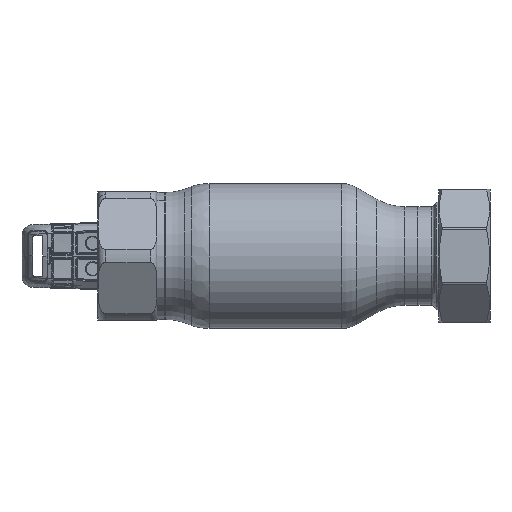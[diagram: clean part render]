
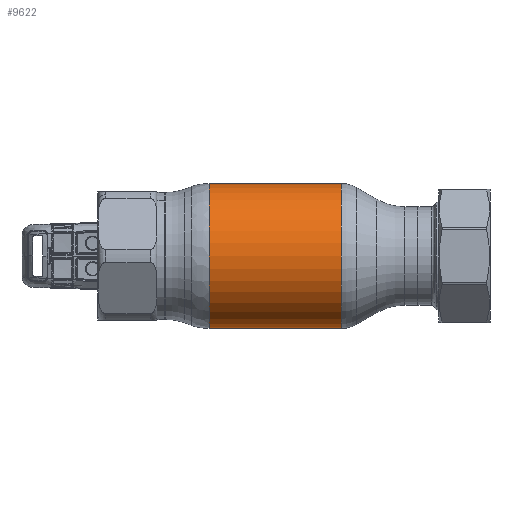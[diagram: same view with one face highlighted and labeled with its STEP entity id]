
A CAD part, front view. The second image highlights one B-rep face of the part: STEP entity #9622.
In plain terms, the highlighted cylindrical face has radius 28.25 mm (diameter 56.5 mm), a partial arc.
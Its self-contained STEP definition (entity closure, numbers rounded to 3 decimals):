
#131 = EDGE_CURVE ( 'NONE', #59352, #35091, #56665, .T. ) ;
#944 = CARTESIAN_POINT ( 'NONE',  ( 62.69, 0., 0. ) ) ;
#4259 = VERTEX_POINT ( 'NONE', #32158 ) ;
#4472 = DIRECTION ( 'NONE',  ( 0., 0., -1. ) ) ;
#6095 = CARTESIAN_POINT ( 'NONE',  ( -26.673, 0., -28.25 ) ) ;
#7351 = AXIS2_PLACEMENT_3D ( 'NONE', #34651, #30158, #11595 ) ;
#8118 = CYLINDRICAL_SURFACE ( 'NONE', #44469, 28.25 ) ;
#8222 = ORIENTED_EDGE ( 'NONE', *, *, #131, .T. ) ;
#9622 = ADVANCED_FACE ( 'NONE', ( #19217 ), #8118, .T. ) ;
#11595 = DIRECTION ( 'NONE',  ( 0., 0., -1. ) ) ;
#11964 = EDGE_CURVE ( 'NONE', #35091, #4259, #55010, .T. ) ;
#13381 = LINE ( 'NONE', #29549, #17048 ) ;
#14898 = EDGE_CURVE ( 'NONE', #59352, #29194, #13381, .T. ) ;
#15020 = CARTESIAN_POINT ( 'NONE',  ( 62.69, 0., -28.25 ) ) ;
#16955 = AXIS2_PLACEMENT_3D ( 'NONE', #42118, #60265, #4472 ) ;
#17048 = VECTOR ( 'NONE', #40566, 1000. ) ;
#19217 = FACE_OUTER_BOUND ( 'NONE', #61016, .T. ) ;
#21900 = ORIENTED_EDGE ( 'NONE', *, *, #26832, .F. ) ;
#26832 = EDGE_CURVE ( 'NONE', #29194, #4259, #37369, .T. ) ;
#29194 = VERTEX_POINT ( 'NONE', #41739 ) ;
#29549 = CARTESIAN_POINT ( 'NONE',  ( 62.69, 0., 28.25 ) ) ;
#30158 = DIRECTION ( 'NONE',  ( 1., 0., 0. ) ) ;
#32158 = CARTESIAN_POINT ( 'NONE',  ( 24.785, 0., -28.25 ) ) ;
#34651 = CARTESIAN_POINT ( 'NONE',  ( 24.785, 0., 0. ) ) ;
#34893 = ORIENTED_EDGE ( 'NONE', *, *, #14898, .F. ) ;
#35091 = VERTEX_POINT ( 'NONE', #6095 ) ;
#35960 = CARTESIAN_POINT ( 'NONE',  ( -26.673, 0., 28.25 ) ) ;
#37369 = CIRCLE ( 'NONE', #7351, 28.25 ) ;
#40566 = DIRECTION ( 'NONE',  ( 1., 0., 0. ) ) ;
#41739 = CARTESIAN_POINT ( 'NONE',  ( 24.785, 0., 28.25 ) ) ;
#42118 = CARTESIAN_POINT ( 'NONE',  ( -26.673, 0., 0. ) ) ;
#44041 = ORIENTED_EDGE ( 'NONE', *, *, #11964, .T. ) ;
#44123 = DIRECTION ( 'NONE',  ( 1., 0., 0. ) ) ;
#44469 = AXIS2_PLACEMENT_3D ( 'NONE', #944, #47801, #52537 ) ;
#44624 = VECTOR ( 'NONE', #44123, 1000. ) ;
#47801 = DIRECTION ( 'NONE',  ( 1., 0., 0. ) ) ;
#52537 = DIRECTION ( 'NONE',  ( 0., 0., -1. ) ) ;
#55010 = LINE ( 'NONE', #15020, #44624 ) ;
#56665 = CIRCLE ( 'NONE', #16955, 28.25 ) ;
#59352 = VERTEX_POINT ( 'NONE', #35960 ) ;
#60265 = DIRECTION ( 'NONE',  ( 1., 0., 0. ) ) ;
#61016 = EDGE_LOOP ( 'NONE', ( #34893, #8222, #44041, #21900 ) ) ;
